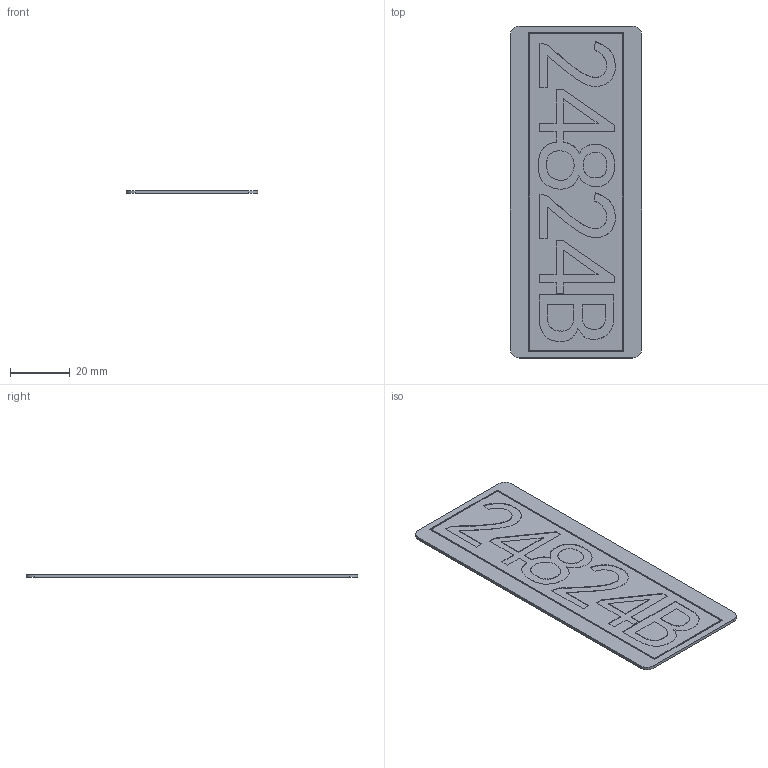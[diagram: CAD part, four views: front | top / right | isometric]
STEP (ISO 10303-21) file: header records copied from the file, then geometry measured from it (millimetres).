
FILE_DESCRIPTION (( 'STEP AP214' ), '1' );
FILE_NAME ('勦齪24824B.STEP', '2024-09-03T09:30:10', ( '' ), ( '' ), 'SwSTEP 2.0', 'SolidWorks 2024', '' );
FILE_SCHEMA (( 'AUTOMOTIVE_DESIGN' ));
Length unit declared in the file: millimetre
Products named in the file (1): 队牌24824B
Bounding box: 44 x 110.98 x 1 mm (x, y, z)
Volume: 4651.1 mm3; surface area: 10307.1 mm2
Topology: 1 solids, 1 shells, 98 faces, 249 edges, 166 vertices
Faces by surface type: plane 73, bspline 21, cylinder 4
Entity records: 5062 total; most frequent: CARTESIAN_POINT 2799, ORIENTED_EDGE 498, DIRECTION 371, EDGE_CURVE 249, LINE 199, VECTOR 199, VERTEX_POINT 166, EDGE_LOOP 111
